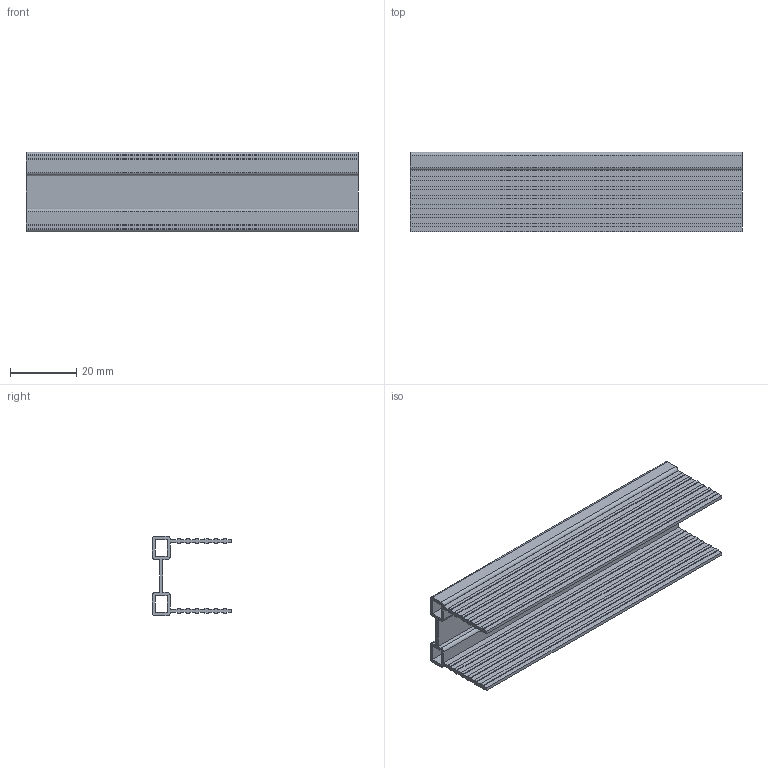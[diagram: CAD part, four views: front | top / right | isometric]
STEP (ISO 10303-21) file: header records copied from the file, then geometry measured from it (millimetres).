
FILE_DESCRIPTION (( 'STEP AP203' ), '1' );
FILE_NAME ('3D_GN6019_24x24_21.52_188461670.STEP', '2024-09-23T10:35:40', ( '' ), ( '' ), 'SwSTEP 2.0', 'SolidWorks 2024', '' );
FILE_SCHEMA (( 'CONFIG_CONTROL_DESIGN' ));
Length unit declared in the file: millimetre
Products named in the file (1): 3D_GN6019_24x24_21.52_188461670
Bounding box: 100 x 24 x 24 mm (x, y, z)
Volume: 9383.7 mm3; surface area: 18642.2 mm2
Topology: 1 solids, 1 shells, 134 faces, 396 edges, 264 vertices
Faces by surface type: plane 126, cylinder 8
Entity records: 4481 total; most frequent: CARTESIAN_POINT 795, ORIENTED_EDGE 792, DIRECTION 682, EDGE_CURVE 396, VECTOR 380, LINE 380, VERTEX_POINT 264, AXIS2_PLACEMENT_3D 151
